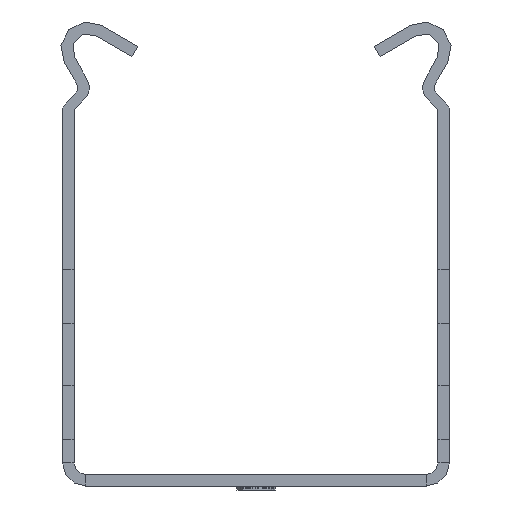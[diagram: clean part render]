
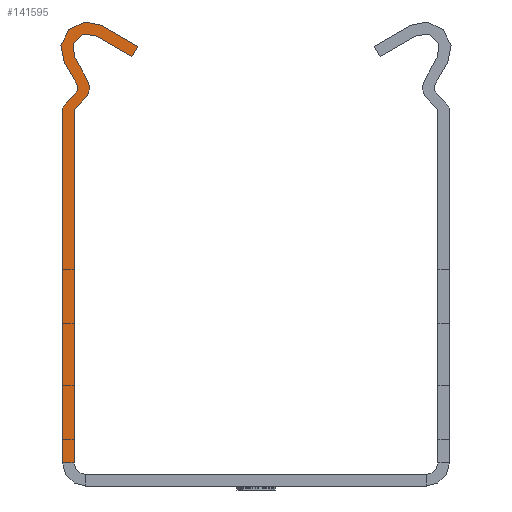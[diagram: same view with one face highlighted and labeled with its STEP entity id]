
A CAD part, front view. The second image highlights one B-rep face of the part: STEP entity #141595.
In plain terms, the highlighted planar face has unit normal (0, -1, 0).
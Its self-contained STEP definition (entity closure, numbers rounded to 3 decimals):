
#7983=CIRCLE('',#154269,3.5);
#7985=CIRCLE('',#154273,1.);
#7987=CIRCLE('',#154277,1.6);
#7989=CIRCLE('',#154280,0.6);
#7991=CIRCLE('',#154284,2.);
#7993=CIRCLE('',#154288,2.);
#17938=FACE_OUTER_BOUND('',#26363,.T.);
#26363=EDGE_LOOP('',(#125115,#125116,#125117,#125118,#125119,#125120,#125121,
#125122,#125123,#125124,#125125,#125126,#125127,#125128,#125129,#125130));
#42025=LINE('',#234550,#56544);
#42030=LINE('',#234564,#56549);
#42034=LINE('',#234576,#56553);
#42040=LINE('',#234597,#56559);
#42044=LINE('',#234609,#56563);
#42048=LINE('',#234621,#56567);
#42051=LINE('',#234626,#56570);
#42082=LINE('',#234717,#56601);
#42083=LINE('',#234718,#56602);
#42084=LINE('',#234719,#56603);
#56544=VECTOR('',#194058,10.);
#56549=VECTOR('',#194071,10.);
#56553=VECTOR('',#194083,10.);
#56559=VECTOR('',#194103,10.);
#56563=VECTOR('',#194115,10.);
#56567=VECTOR('',#194127,10.);
#56570=VECTOR('',#194132,10.);
#56601=VECTOR('',#194221,10.);
#56602=VECTOR('',#194222,10.);
#56603=VECTOR('',#194223,10.);
#69802=VERTEX_POINT('',#234548);
#69803=VERTEX_POINT('',#234549);
#69806=VERTEX_POINT('',#234557);
#69808=VERTEX_POINT('',#234563);
#69810=VERTEX_POINT('',#234569);
#69812=VERTEX_POINT('',#234575);
#69814=VERTEX_POINT('',#234581);
#69816=VERTEX_POINT('',#234587);
#69817=VERTEX_POINT('',#234588);
#69820=VERTEX_POINT('',#234596);
#69822=VERTEX_POINT('',#234602);
#69824=VERTEX_POINT('',#234608);
#69826=VERTEX_POINT('',#234614);
#69828=VERTEX_POINT('',#234620);
#69859=VERTEX_POINT('',#234711);
#69860=VERTEX_POINT('',#234716);
#89815=EDGE_CURVE('',#69802,#69803,#42025,.T.);
#89819=EDGE_CURVE('',#69803,#69806,#7983,.T.);
#89822=EDGE_CURVE('',#69806,#69808,#42030,.T.);
#89825=EDGE_CURVE('',#69808,#69810,#7985,.T.);
#89828=EDGE_CURVE('',#69810,#69812,#42034,.T.);
#89831=EDGE_CURVE('',#69812,#69814,#7987,.T.);
#89834=EDGE_CURVE('',#69816,#69817,#7989,.T.);
#89838=EDGE_CURVE('',#69817,#69820,#42040,.T.);
#89841=EDGE_CURVE('',#69820,#69822,#7991,.T.);
#89844=EDGE_CURVE('',#69822,#69824,#42044,.T.);
#89847=EDGE_CURVE('',#69824,#69826,#7993,.T.);
#89850=EDGE_CURVE('',#69826,#69828,#42048,.T.);
#89853=EDGE_CURVE('',#69828,#69802,#42051,.T.);
#89898=EDGE_CURVE('',#69859,#69860,#42082,.T.);
#89899=EDGE_CURVE('',#69860,#69816,#42083,.T.);
#89900=EDGE_CURVE('',#69814,#69859,#42084,.T.);
#125115=ORIENTED_EDGE('',*,*,#89898,.T.);
#125116=ORIENTED_EDGE('',*,*,#89899,.T.);
#125117=ORIENTED_EDGE('',*,*,#89834,.T.);
#125118=ORIENTED_EDGE('',*,*,#89838,.T.);
#125119=ORIENTED_EDGE('',*,*,#89841,.T.);
#125120=ORIENTED_EDGE('',*,*,#89844,.T.);
#125121=ORIENTED_EDGE('',*,*,#89847,.T.);
#125122=ORIENTED_EDGE('',*,*,#89850,.T.);
#125123=ORIENTED_EDGE('',*,*,#89853,.T.);
#125124=ORIENTED_EDGE('',*,*,#89815,.T.);
#125125=ORIENTED_EDGE('',*,*,#89819,.T.);
#125126=ORIENTED_EDGE('',*,*,#89822,.T.);
#125127=ORIENTED_EDGE('',*,*,#89825,.T.);
#125128=ORIENTED_EDGE('',*,*,#89828,.T.);
#125129=ORIENTED_EDGE('',*,*,#89831,.T.);
#125130=ORIENTED_EDGE('',*,*,#89900,.T.);
#134425=PLANE('',#154320);
#141595=ADVANCED_FACE('',(#17938),#134425,.T.);
#154269=AXIS2_PLACEMENT_3D('',#234558,#194064,#194065);
#154273=AXIS2_PLACEMENT_3D('',#234570,#194076,#194077);
#154277=AXIS2_PLACEMENT_3D('',#234582,#194088,#194089);
#154280=AXIS2_PLACEMENT_3D('',#234589,#194095,#194096);
#154284=AXIS2_PLACEMENT_3D('',#234603,#194108,#194109);
#154288=AXIS2_PLACEMENT_3D('',#234615,#194120,#194121);
#154320=AXIS2_PLACEMENT_3D('',#234715,#194219,#194220);
#194058=DIRECTION('',(-0.866,0.,0.5));
#194064=DIRECTION('center_axis',(0.,-1.,0.));
#194065=DIRECTION('ref_axis',(0.5,0.,0.866));
#194071=DIRECTION('',(0.5,0.,-0.866));
#194076=DIRECTION('center_axis',(0.,1.,0.));
#194077=DIRECTION('ref_axis',(-0.707,0.,0.707));
#194083=DIRECTION('',(-0.707,0.,-0.707));
#194088=DIRECTION('center_axis',(0.,-1.,0.));
#194089=DIRECTION('ref_axis',(-0.707,0.,
0.707));
#194095=DIRECTION('center_axis',(0.,1.,0.));
#194096=DIRECTION('ref_axis',(0.707,0.,-0.707));
#194103=DIRECTION('',(0.707,0.,0.707));
#194108=DIRECTION('center_axis',(0.,-1.,0.));
#194109=DIRECTION('ref_axis',(0.707,0.,-0.707));
#194115=DIRECTION('',(-0.483,0.,0.875));
#194120=DIRECTION('center_axis',(0.,1.,0.));
#194121=DIRECTION('ref_axis',(-0.5,0.,
-0.866));
#194127=DIRECTION('',(0.866,0.,-0.5));
#194132=DIRECTION('',(0.5,0.,0.866));
#194219=DIRECTION('center_axis',(0.,-1.,0.));
#194220=DIRECTION('ref_axis',(-1.,0.,0.));
#194221=DIRECTION('',(1.,0.,0.));
#194222=DIRECTION('',(0.,0.,1.));
#194223=DIRECTION('',(0.,0.,-1.));
#234548=CARTESIAN_POINT('',(-15.277,0.,56.815));
#234549=CARTESIAN_POINT('',(-19.983,0.,59.531));
#234550=CARTESIAN_POINT('',(-15.277,0.,56.815));
#234557=CARTESIAN_POINT('',(-24.764,0.,54.75));
#234558=CARTESIAN_POINT('Origin',(-21.733,0.,
56.5));
#234563=CARTESIAN_POINT('',(-23.147,0.,51.951));
#234564=CARTESIAN_POINT('',(-24.764,0.,54.75));
#234569=CARTESIAN_POINT('',(-23.306,0.,50.744));
#234570=CARTESIAN_POINT('Origin',(-24.013,0.,
51.451));
#234575=CARTESIAN_POINT('',(-24.531,0.,49.518));
#234576=CARTESIAN_POINT('',(-23.306,0.,50.744));
#234581=CARTESIAN_POINT('',(-25.,0.,48.387));
#234582=CARTESIAN_POINT('Origin',(-23.4,0.,48.387));
#234587=CARTESIAN_POINT('',(-23.5,0.,48.387));
#234588=CARTESIAN_POINT('',(-23.324,0.,48.811));
#234589=CARTESIAN_POINT('Origin',(-22.9,0.,
48.387));
#234596=CARTESIAN_POINT('',(-22.099,0.,50.036));
#234597=CARTESIAN_POINT('',(-23.324,0.,48.811));
#234602=CARTESIAN_POINT('',(-21.781,0.,52.451));
#234603=CARTESIAN_POINT('Origin',(-23.513,0.,
51.451));
#234608=CARTESIAN_POINT('',(-23.465,0.,55.5));
#234609=CARTESIAN_POINT('',(-21.781,0.,52.451));
#234614=CARTESIAN_POINT('',(-20.733,0.,58.232));
#234615=CARTESIAN_POINT('Origin',(-21.733,0.,
56.5));
#234620=CARTESIAN_POINT('',(-16.027,0.,55.516));
#234621=CARTESIAN_POINT('',(-20.733,0.,58.232));
#234626=CARTESIAN_POINT('',(-16.027,0.,55.516));
#234711=CARTESIAN_POINT('',(-25.,0.,3.));
#234715=CARTESIAN_POINT('Origin',(-23.5,0.,3.));
#234716=CARTESIAN_POINT('',(-23.5,0.,3.));
#234717=CARTESIAN_POINT('',(-23.83,0.,3.));
#234718=CARTESIAN_POINT('',(-23.5,0.,-0.393));
#234719=CARTESIAN_POINT('',(-25.,0.,-0.393));
